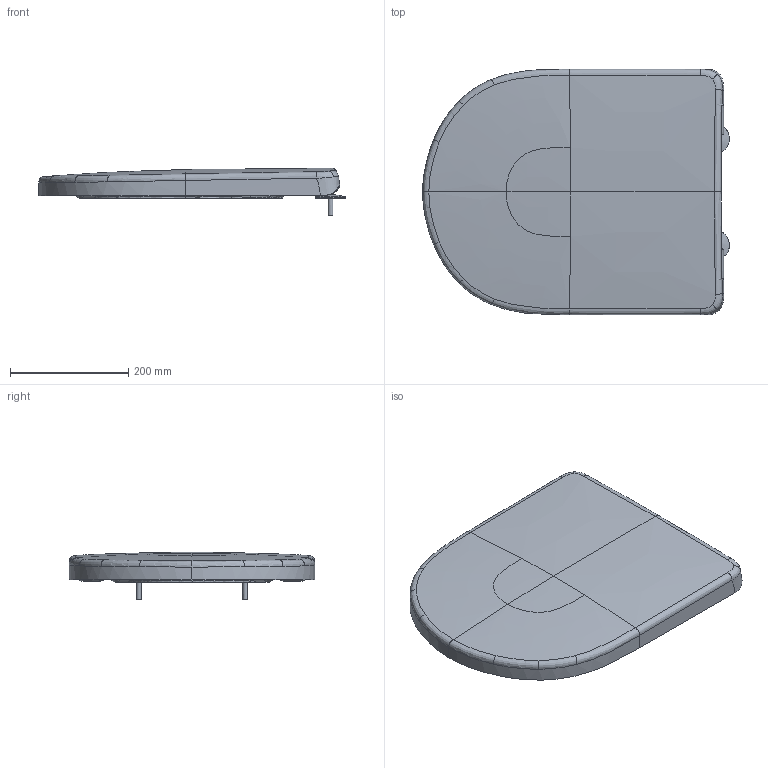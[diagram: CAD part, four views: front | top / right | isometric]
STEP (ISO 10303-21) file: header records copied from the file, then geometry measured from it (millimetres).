
FILE_DESCRIPTION(/* description */ (''),/* implementation_level */ '2;1');
FILE_NAME(/* name */ '8M34S1_WCS.stp',/* time_stamp */ '2021-10-21T12:47:15+02:00',/* author */ (''),/* organization */ (''),/* preprocessor_version */ 'ST-DEVELOPER v18.1',/* originating_system */ 'SIEMENS PLM Software NX 1973',/* authorisation */ '');
FILE_SCHEMA (('AUTOMOTIVE_DESIGN { 1 0 10303 214 3 1 1 1 }'));
Products named in the file (1): Muel0B940250bc05
Bounding box: 519.25 x 416 x 80.2 mm (x, y, z)
Volume: 2197231.3 mm3; surface area: 811675.9 mm2
Topology: 10 solids, 10 shells, 656 faces, 1618 edges, 1000 vertices
Faces by surface type: bspline 548, plane 44, extrusion 32, cylinder 20, sphere 8, cone 4
Full cylindrical faces by diameter (mm): 8 x2, 8.9 x2, 9 x4, 10 x4, 19.8 x2, 50 x2, 50.5 x2
Entity records: 49350 total; most frequent: CARTESIAN_POINT 39129, ORIENTED_EDGE 3184, EDGE_CURVE 1592, VERTEX_POINT 997, B_SPLINE_CURVE_WITH_KNOTS 747, EDGE_LOOP 707, ADVANCED_FACE 656, FACE_OUTER_BOUND 607
